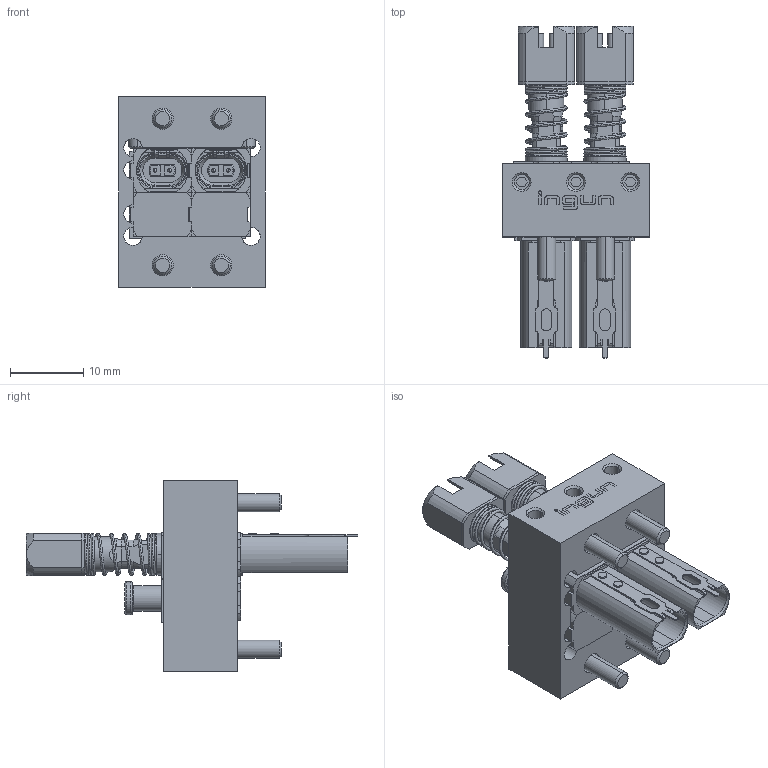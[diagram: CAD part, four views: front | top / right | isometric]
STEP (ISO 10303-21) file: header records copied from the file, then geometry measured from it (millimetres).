
FILE_DESCRIPTION (( 'STEP AP203' ), '1' );
FILE_NAME ('INGUN_BKS-802_HMTD-4-2VS.STEP', '2025-11-20T09:44:06', ( '' ), ( '' ), 'SwSTEP 2.0', 'SolidWorks 2023', '' );
FILE_SCHEMA (( 'CONFIG_CONTROL_DESIGN' ));
Length unit declared in the file: millimetre
Products named in the file (1): INGUN_BKS-802_HMTD-4-2VS
Bounding box: 20 x 45.3 x 26 mm (x, y, z)
Volume: 6220.5 mm3; surface area: 6956.2 mm2
Topology: 1 solids, 1 shells, 949 faces, 2462 edges, 1551 vertices
Faces by surface type: plane 466, cylinder 343, cone 108, torus 12, bspline 12, sphere 8
Entity records: 34423 total; most frequent: CARTESIAN_POINT 10939, DIRECTION 4976, ORIENTED_EDGE 4892, EDGE_CURVE 2446, AXIS2_PLACEMENT_3D 1768, VERTEX_POINT 1543, VECTOR 1440, LINE 1440
